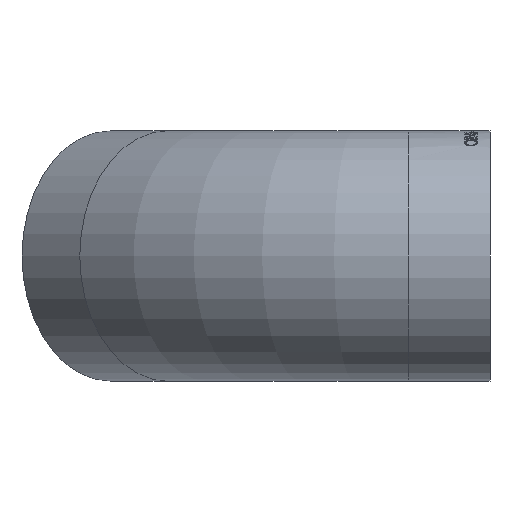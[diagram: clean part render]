
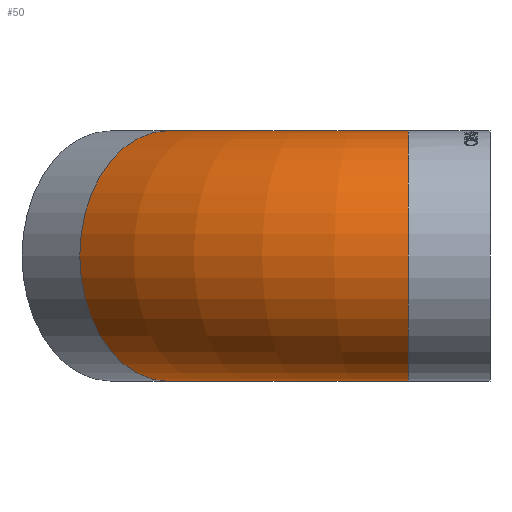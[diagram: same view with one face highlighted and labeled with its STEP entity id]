
A CAD part, left-side view. The second image highlights one B-rep face of the part: STEP entity #50.
In plain terms, the highlighted toroidal (fillet/blend) face has major radius 228.5 mm and minor radius 84.15 mm.
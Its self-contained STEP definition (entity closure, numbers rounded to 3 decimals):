
#50 = ADVANCED_FACE ( 'NONE', ( #4027, #843 ), #3316, .T. ) ;
#376 = AXIS2_PLACEMENT_3D ( 'NONE', #2258, #3668, #4391 ) ;
#388 = ORIENTED_EDGE ( 'NONE', *, *, #693, .F. ) ;
#528 = CARTESIAN_POINT ( 'NONE',  ( -161.574, 216.574, 84.15 ) ) ;
#693 = EDGE_CURVE ( 'NONE', #3975, #3975, #1919, .T. ) ;
#714 = EDGE_CURVE ( 'NONE', #2945, #2945, #1190, .T. ) ;
#843 = FACE_OUTER_BOUND ( 'NONE', #3304, .T. ) ;
#1190 = CIRCLE ( 'NONE', #376, 84.15 ) ;
#1403 = ORIENTED_EDGE ( 'NONE', *, *, #714, .T. ) ;
#1565 = DIRECTION ( 'NONE',  ( 0., 0., -1. ) ) ;
#1919 = CIRCLE ( 'NONE', #2440, 84.15 ) ;
#2004 = DIRECTION ( 'NONE',  ( 0.707, 0.707, 0. ) ) ;
#2204 = CARTESIAN_POINT ( 'NONE',  ( -228.5, 55., 84.15 ) ) ;
#2258 = CARTESIAN_POINT ( 'NONE',  ( -228.5, 55., 0. ) ) ;
#2440 = AXIS2_PLACEMENT_3D ( 'NONE', #2634, #2004, #4413 ) ;
#2634 = CARTESIAN_POINT ( 'NONE',  ( -161.574, 216.574, 0. ) ) ;
#2945 = VERTEX_POINT ( 'NONE', #2204 ) ;
#3036 = CARTESIAN_POINT ( 'NONE',  ( 0., 55., 0. ) ) ;
#3304 = EDGE_LOOP ( 'NONE', ( #1403 ) ) ;
#3316 = TOROIDAL_SURFACE ( 'NONE', #3978, 228.5, 84.15 ) ;
#3668 = DIRECTION ( 'NONE',  ( 0., 1., 0. ) ) ;
#3975 = VERTEX_POINT ( 'NONE', #528 ) ;
#3978 = AXIS2_PLACEMENT_3D ( 'NONE', #3036, #1565, #4457 ) ;
#4027 = FACE_OUTER_BOUND ( 'NONE', #4127, .T. ) ;
#4127 = EDGE_LOOP ( 'NONE', ( #388 ) ) ;
#4391 = DIRECTION ( 'NONE',  ( 0., 0., 1. ) ) ;
#4413 = DIRECTION ( 'NONE',  ( 0., 0., 1. ) ) ;
#4457 = DIRECTION ( 'NONE',  ( -1., 0., 0. ) ) ;
